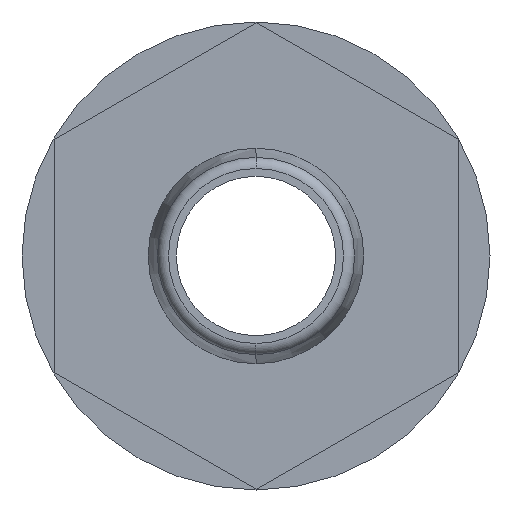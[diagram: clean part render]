
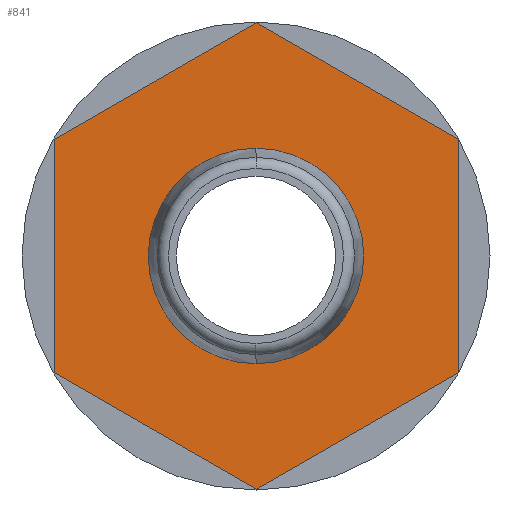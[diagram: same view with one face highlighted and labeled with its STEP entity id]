
A CAD part, left-side view. The second image highlights one B-rep face of the part: STEP entity #841.
In plain terms, the highlighted planar face has unit normal (-1, 0, 0).
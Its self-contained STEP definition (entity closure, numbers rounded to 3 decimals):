
#446 = CARTESIAN_POINT ( 'NONE',  ( 39.5, 7.065, -20.785 ) ) ;
#451 = FACE_BOUND ( 'NONE', #1268, .T. ) ;
#455 = FACE_OUTER_BOUND ( 'NONE', #1266, .T. ) ;
#456 = PLANE ( 'NONE',  #928 ) ;
#458 = DIRECTION ( 'NONE',  ( 1., 0., 0. ) ) ;
#459 = DIRECTION ( 'NONE',  ( 0., 0., -1. ) ) ;
#728 = EDGE_CURVE ( 'NONE', #1299, #1300, #2934, .T. ) ;
#781 = EDGE_CURVE ( 'NONE', #1300, #1299, #3017, .T. ) ;
#782 = EDGE_CURVE ( 'NONE', #1198, #1190, #1011, .T. ) ;
#786 = EDGE_CURVE ( 'NONE', #1200, #1198, #1031, .T. ) ;
#789 = EDGE_CURVE ( 'NONE', #1189, #1200, #1040, .T. ) ;
#792 = EDGE_CURVE ( 'NONE', #1188, #1189, #1049, .T. ) ;
#795 = EDGE_CURVE ( 'NONE', #1199, #1188, #1058, .T. ) ;
#798 = EDGE_CURVE ( 'NONE', #1190, #1199, #1066, .T. ) ;
#841 = ADVANCED_FACE ( 'NONE', ( #455, #451 ), #456, .F. ) ;
#928 = AXIS2_PLACEMENT_3D ( 'NONE', #446, #458, #459 ) ;
#1011 = LINE ( 'NONE', #1012, #3019 ) ;
#1012 = CARTESIAN_POINT ( 'NONE',  ( 39.5, -10.935, 10.392 ) ) ;
#1018 = CARTESIAN_POINT ( 'NONE',  ( 39.5, 7.1, 0. ) ) ;
#1019 = DIRECTION ( 'NONE',  ( 1., 0., 0. ) ) ;
#1020 = DIRECTION ( 'NONE',  ( 0., 0., -1. ) ) ;
#1022 = DIRECTION ( 'NONE',  ( 0., 0., -1. ) ) ;
#1031 = LINE ( 'NONE', #1033, #3024 ) ;
#1033 = CARTESIAN_POINT ( 'NONE',  ( 39.5, 7.065, 20.785 ) ) ;
#1034 = DIRECTION ( 'NONE',  ( 0., -0.866, -0.5 ) ) ;
#1040 = LINE ( 'NONE', #1042, #3027 ) ;
#1042 = CARTESIAN_POINT ( 'NONE',  ( 39.5, 25.065, 10.392 ) ) ;
#1043 = DIRECTION ( 'NONE',  ( 0., -0.866, 0.5 ) ) ;
#1049 = LINE ( 'NONE', #1051, #3030 ) ;
#1051 = CARTESIAN_POINT ( 'NONE',  ( 39.5, 25.065, -10.392 ) ) ;
#1052 = DIRECTION ( 'NONE',  ( 0., 0., 1. ) ) ;
#1058 = LINE ( 'NONE', #1059, #3033 ) ;
#1059 = CARTESIAN_POINT ( 'NONE',  ( 39.5, 7.065, -20.785 ) ) ;
#1060 = DIRECTION ( 'NONE',  ( 0., 0.866, 0.5 ) ) ;
#1066 = LINE ( 'NONE', #1067, #3036 ) ;
#1067 = CARTESIAN_POINT ( 'NONE',  ( 39.5, -10.935, -10.392 ) ) ;
#1068 = DIRECTION ( 'NONE',  ( 0., 0.866, -0.5 ) ) ;
#1188 = VERTEX_POINT ( 'NONE', #2435 ) ;
#1189 = VERTEX_POINT ( 'NONE', #2442 ) ;
#1190 = VERTEX_POINT ( 'NONE', #2443 ) ;
#1198 = VERTEX_POINT ( 'NONE', #2449 ) ;
#1199 = VERTEX_POINT ( 'NONE', #2450 ) ;
#1200 = VERTEX_POINT ( 'NONE', #2451 ) ;
#1266 = EDGE_LOOP ( 'NONE', ( #3244, #3245, #3246, #3247, #3248, #3249 ) ) ;
#1268 = EDGE_LOOP ( 'NONE', ( #3250, #3251 ) ) ;
#1299 = VERTEX_POINT ( 'NONE', #2468 ) ;
#1300 = VERTEX_POINT ( 'NONE', #2469 ) ;
#2435 = CARTESIAN_POINT ( 'NONE',  ( 39.5, 25.065, -10.392 ) ) ;
#2442 = CARTESIAN_POINT ( 'NONE',  ( 39.5, 25.065, 10.392 ) ) ;
#2443 = CARTESIAN_POINT ( 'NONE',  ( 39.5, -10.935, -10.392 ) ) ;
#2449 = CARTESIAN_POINT ( 'NONE',  ( 39.5, -10.935, 10.392 ) ) ;
#2450 = CARTESIAN_POINT ( 'NONE',  ( 39.5, 7.065, -20.785 ) ) ;
#2451 = CARTESIAN_POINT ( 'NONE',  ( 39.5, 7.065, 20.785 ) ) ;
#2468 = CARTESIAN_POINT ( 'NONE',  ( 39.5, 7.1, -9.602 ) ) ;
#2469 = CARTESIAN_POINT ( 'NONE',  ( 39.5, 7.1, 9.602 ) ) ;
#2695 = CARTESIAN_POINT ( 'NONE',  ( 39.5, 7.1, 0. ) ) ;
#2696 = DIRECTION ( 'NONE',  ( 1., 0., 0. ) ) ;
#2697 = DIRECTION ( 'NONE',  ( 0., 0., -1. ) ) ;
#2934 = CIRCLE ( 'NONE', #2939, 9.602 ) ;
#2939 = AXIS2_PLACEMENT_3D ( 'NONE', #2695, #2696, #2697 ) ;
#3017 = CIRCLE ( 'NONE', #3020, 9.602 ) ;
#3019 = VECTOR ( 'NONE', #1022, 1000. ) ;
#3020 = AXIS2_PLACEMENT_3D ( 'NONE', #1018, #1019, #1020 ) ;
#3024 = VECTOR ( 'NONE', #1034, 1000. ) ;
#3027 = VECTOR ( 'NONE', #1043, 1000. ) ;
#3030 = VECTOR ( 'NONE', #1052, 1000. ) ;
#3033 = VECTOR ( 'NONE', #1060, 1000. ) ;
#3036 = VECTOR ( 'NONE', #1068, 1000. ) ;
#3244 = ORIENTED_EDGE ( 'NONE', *, *, #798, .F. ) ;
#3245 = ORIENTED_EDGE ( 'NONE', *, *, #782, .F. ) ;
#3246 = ORIENTED_EDGE ( 'NONE', *, *, #786, .F. ) ;
#3247 = ORIENTED_EDGE ( 'NONE', *, *, #789, .F. ) ;
#3248 = ORIENTED_EDGE ( 'NONE', *, *, #792, .F. ) ;
#3249 = ORIENTED_EDGE ( 'NONE', *, *, #795, .F. ) ;
#3250 = ORIENTED_EDGE ( 'NONE', *, *, #781, .T. ) ;
#3251 = ORIENTED_EDGE ( 'NONE', *, *, #728, .T. ) ;
